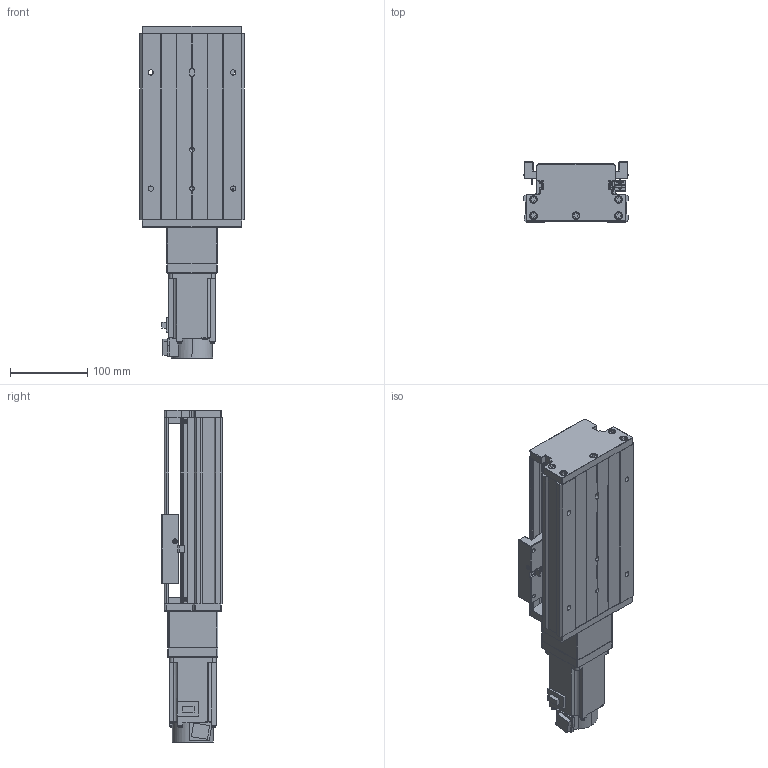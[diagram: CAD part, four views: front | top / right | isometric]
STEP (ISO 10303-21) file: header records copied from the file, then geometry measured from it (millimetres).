
FILE_DESCRIPTION (( 'STEP AP203' ), '1' );
FILE_NAME ('KTH130-100-BC-M40-C4.step', '2023-06-30T03:52:37', ( '微软用户' ), ( '微软中国' ), 'SwSTEP 2.0', 'SolidWorks 2020', '' );
FILE_SCHEMA (( 'CONFIG_CONTROL_DESIGN' ));
Length unit declared in the file: millimetre
Products named in the file (19): GBT 70.1-M3℅5; GTH14-001_100; HG-KN43J-S100; GB1155-6X6; GBT77-2000 M3×3; KTH130-002_KTH130-002; KTH130-100-BC-M40-C4; GBT70.1 M5℅16; す晦芛蹟隊 M3℅5; KTH130-004; GBT 70.2-M3¡Á5_M3¡Á6; GBT 70.3-M3℅8; KTH130-005; CTHA60-017; CTHA86-006-1_M40; EE_SX911P_R; CTHA86-013; CTHA60-016; CTHA86-027-1
Assembly tree (52 placements, depth 2):
  KTH130-100-BC-M40-C4
    GTH14-001_100
    KTH130-002_KTH130-002
    KTH130-004
    KTH130-005
    GB1155-6X6  x2
    GBT70.1 M5℅16  x10
    GBT 70.2-M3¡Á5_M3¡Á6  x4
    CTHA60-017  x3
    EE_SX911P_R  x3
    CTHA60-016  x2
    GBT 70.1-M3℅5  x6
    GBT77-2000 M3×3  x6
    す晦芛蹟隊 M3℅5  x2
    GBT 70.3-M3℅8  x6
    CTHA86-006-1_M40
    CTHA86-013
    CTHA86-027-1
    HG-KN43J-S100
Bounding box: 135 x 78 x 428.7 mm (x, y, z)
Volume: 2165782.8 mm3; surface area: 366660.8 mm2
Topology: 55 solids, 55 shells, 2152 faces, 5206 edges, 3246 vertices
Faces by surface type: plane 1188, cylinder 576, cone 280, torus 96, sphere 12
Entity records: 38958 total; most frequent: CARTESIAN_POINT 8326, DIRECTION 5745, ORIENTED_EDGE 5696, EDGE_CURVE 2848, AXIS2_PLACEMENT_3D 1939, VECTOR 1867, LINE 1867, VERTEX_POINT 1818
